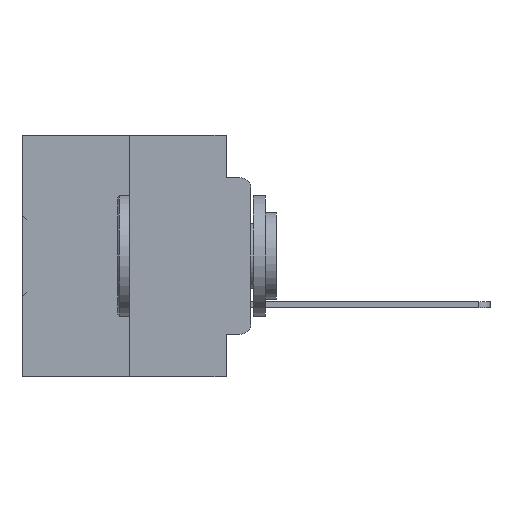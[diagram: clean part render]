
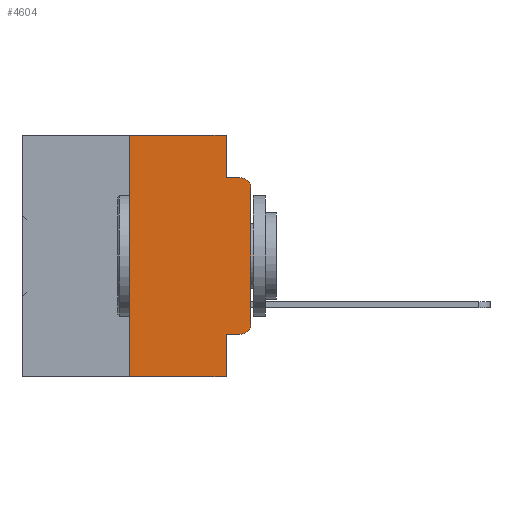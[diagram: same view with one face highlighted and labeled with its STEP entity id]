
A CAD part, left-side view. The second image highlights one B-rep face of the part: STEP entity #4604.
In plain terms, the highlighted planar face has unit normal (-1, 0, 0).
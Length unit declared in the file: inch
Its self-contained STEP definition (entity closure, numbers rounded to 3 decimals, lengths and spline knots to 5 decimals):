
#483 = DIRECTION ( 'NONE',  ( 1., 0., 0. ) ) ;
#693 = LINE ( 'NONE', #20865, #7881 ) ;
#1731 = LINE ( 'NONE', #35389, #31791 ) ;
#2504 = CARTESIAN_POINT ( 'NONE',  ( 0., 0.051, -0.4115 ) ) ;
#2896 = DIRECTION ( 'NONE',  ( 0., -1., 0. ) ) ;
#2999 = VERTEX_POINT ( 'NONE', #5449 ) ;
#3619 = ORIENTED_EDGE ( 'NONE', *, *, #37253, .F. ) ;
#4170 = VERTEX_POINT ( 'NONE', #33508 ) ;
#4409 = DIRECTION ( 'NONE',  ( 0., 0., -1. ) ) ;
#4604 = ADVANCED_FACE ( 'NONE', ( #17928 ), #12482, .F. ) ;
#4615 = VECTOR ( 'NONE', #4409, 39.37008 ) ;
#5449 = CARTESIAN_POINT ( 'NONE',  ( 0., 0.051, -0.0885 ) ) ;
#6110 = LINE ( 'NONE', #2504, #20757 ) ;
#6287 = DIRECTION ( 'NONE',  ( 0., 0., 1. ) ) ;
#7527 = CARTESIAN_POINT ( 'NONE',  ( 0., 0.25, 0. ) ) ;
#7561 = AXIS2_PLACEMENT_3D ( 'NONE', #32455, #15397, #35296 ) ;
#7881 = VECTOR ( 'NONE', #6287, 39.37008 ) ;
#8677 = LINE ( 'NONE', #30999, #30701 ) ;
#9270 = CARTESIAN_POINT ( 'NONE',  ( 0., 0.051, -0.5 ) ) ;
#9497 = VERTEX_POINT ( 'NONE', #28982 ) ;
#9763 = ORIENTED_EDGE ( 'NONE', *, *, #19467, .F. ) ;
#9842 = CARTESIAN_POINT ( 'NONE',  ( 0., 0.051, 0. ) ) ;
#10030 = CARTESIAN_POINT ( 'NONE',  ( 0., 0.25, -0.5 ) ) ;
#11163 = VECTOR ( 'NONE', #29942, 39.37008 ) ;
#11835 = VERTEX_POINT ( 'NONE', #7527 ) ;
#12060 = ORIENTED_EDGE ( 'NONE', *, *, #23246, .F. ) ;
#12482 = PLANE ( 'NONE',  #35446 ) ;
#12981 = ORIENTED_EDGE ( 'NONE', *, *, #15576, .F. ) ;
#13393 = EDGE_LOOP ( 'NONE', ( #37049, #17975, #12060, #12981, #36630, #9763, #17533, #3619, #26907, #21113 ) ) ;
#13801 = CARTESIAN_POINT ( 'NONE',  ( 0., 0., -0.1085 ) ) ;
#14054 = DIRECTION ( 'NONE',  ( -1., 0., 0. ) ) ;
#14067 = VECTOR ( 'NONE', #21902, 39.37008 ) ;
#15397 = DIRECTION ( 'NONE',  ( -1., 0., 0. ) ) ;
#15576 = EDGE_CURVE ( 'NONE', #18199, #2999, #35312, .T. ) ;
#16008 = EDGE_CURVE ( 'NONE', #37485, #4170, #34410, .T. ) ;
#17533 = ORIENTED_EDGE ( 'NONE', *, *, #20430, .T. ) ;
#17721 = AXIS2_PLACEMENT_3D ( 'NONE', #31149, #14054, #34000 ) ;
#17928 = FACE_OUTER_BOUND ( 'NONE', #13393, .T. ) ;
#17975 = ORIENTED_EDGE ( 'NONE', *, *, #16008, .T. ) ;
#17986 = VERTEX_POINT ( 'NONE', #9270 ) ;
#18199 = VERTEX_POINT ( 'NONE', #33196 ) ;
#18472 = VERTEX_POINT ( 'NONE', #10030 ) ;
#18898 = LINE ( 'NONE', #9842, #11163 ) ;
#19467 = EDGE_CURVE ( 'NONE', #18472, #11835, #693, .T. ) ;
#19563 = CIRCLE ( 'NONE', #17721, 0.02 ) ;
#20430 = EDGE_CURVE ( 'NONE', #18472, #17986, #8677, .T. ) ;
#20757 = VECTOR ( 'NONE', #25910, 39.37008 ) ;
#20865 = CARTESIAN_POINT ( 'NONE',  ( 0., 0.25, 0. ) ) ;
#21113 = ORIENTED_EDGE ( 'NONE', *, *, #29675, .T. ) ;
#21195 = DIRECTION ( 'NONE',  ( 0., 0., -1. ) ) ;
#21902 = DIRECTION ( 'NONE',  ( 0., -1., 0. ) ) ;
#22593 = LINE ( 'NONE', #30348, #14067 ) ;
#23246 = EDGE_CURVE ( 'NONE', #2999, #4170, #23343, .T. ) ;
#23343 = LINE ( 'NONE', #26298, #30023 ) ;
#23901 = CARTESIAN_POINT ( 'NONE',  ( 0., 0.473, 0. ) ) ;
#24648 = EDGE_CURVE ( 'NONE', #11835, #18199, #22593, .T. ) ;
#25910 = DIRECTION ( 'NONE',  ( 0., -1., 0. ) ) ;
#26298 = CARTESIAN_POINT ( 'NONE',  ( 0., 0.051, -0.0885 ) ) ;
#26376 = EDGE_CURVE ( 'NONE', #9497, #26415, #6110, .T. ) ;
#26415 = VERTEX_POINT ( 'NONE', #37295 ) ;
#26868 = DIRECTION ( 'NONE',  ( 0., 0., 1. ) ) ;
#26907 = ORIENTED_EDGE ( 'NONE', *, *, #26376, .T. ) ;
#28179 = DIRECTION ( 'NONE',  ( 0., -1., 0. ) ) ;
#28982 = CARTESIAN_POINT ( 'NONE',  ( 0., 0.051, -0.4115 ) ) ;
#29675 = EDGE_CURVE ( 'NONE', #26415, #36990, #19563, .T. ) ;
#29942 = DIRECTION ( 'NONE',  ( 0., 0., -1. ) ) ;
#30023 = VECTOR ( 'NONE', #2896, 39.37008 ) ;
#30348 = CARTESIAN_POINT ( 'NONE',  ( 0., 0.473, 0. ) ) ;
#30701 = VECTOR ( 'NONE', #28179, 39.37008 ) ;
#30999 = CARTESIAN_POINT ( 'NONE',  ( 0., 0.473, -0.5 ) ) ;
#31149 = CARTESIAN_POINT ( 'NONE',  ( 0., 0.02, -0.3915 ) ) ;
#31569 = CARTESIAN_POINT ( 'NONE',  ( 0., 0., -0.3915 ) ) ;
#31786 = EDGE_CURVE ( 'NONE', #36990, #37485, #1731, .T. ) ;
#31791 = VECTOR ( 'NONE', #26868, 39.37008 ) ;
#32455 = CARTESIAN_POINT ( 'NONE',  ( 0., 0.02, -0.1085 ) ) ;
#33196 = CARTESIAN_POINT ( 'NONE',  ( 0., 0.051, 0. ) ) ;
#33508 = CARTESIAN_POINT ( 'NONE',  ( 0., 0.02, -0.0885 ) ) ;
#34000 = DIRECTION ( 'NONE',  ( 0., 0., -1. ) ) ;
#34410 = CIRCLE ( 'NONE', #7561, 0.02 ) ;
#35296 = DIRECTION ( 'NONE',  ( 0., 0., -1. ) ) ;
#35312 = LINE ( 'NONE', #36091, #4615 ) ;
#35389 = CARTESIAN_POINT ( 'NONE',  ( 0., 0., 0. ) ) ;
#35446 = AXIS2_PLACEMENT_3D ( 'NONE', #23901, #483, #21195 ) ;
#36091 = CARTESIAN_POINT ( 'NONE',  ( 0., 0.051, 0. ) ) ;
#36630 = ORIENTED_EDGE ( 'NONE', *, *, #24648, .F. ) ;
#36990 = VERTEX_POINT ( 'NONE', #31569 ) ;
#37049 = ORIENTED_EDGE ( 'NONE', *, *, #31786, .T. ) ;
#37253 = EDGE_CURVE ( 'NONE', #9497, #17986, #18898, .T. ) ;
#37295 = CARTESIAN_POINT ( 'NONE',  ( 0., 0.02, -0.4115 ) ) ;
#37485 = VERTEX_POINT ( 'NONE', #13801 ) ;
